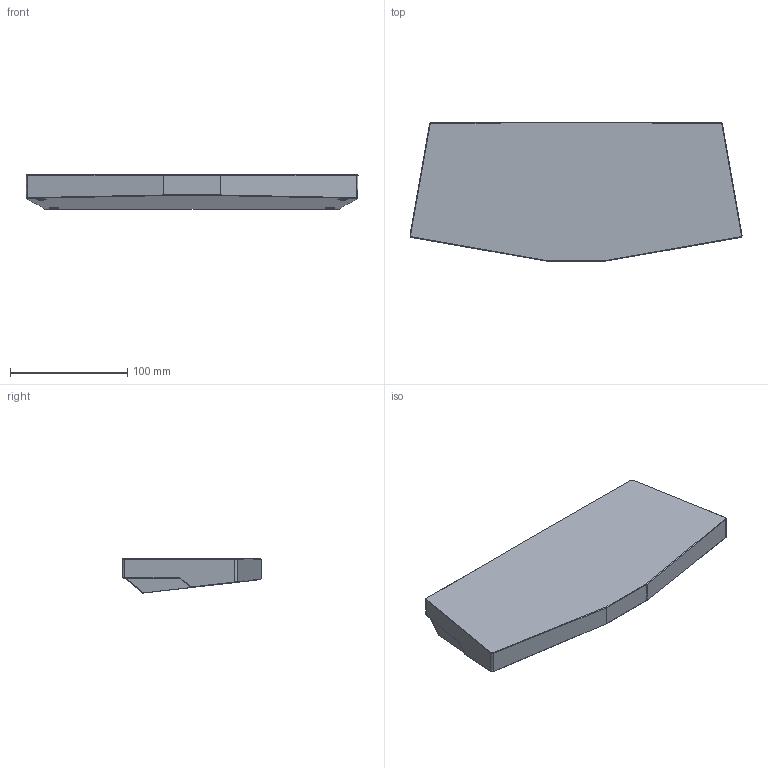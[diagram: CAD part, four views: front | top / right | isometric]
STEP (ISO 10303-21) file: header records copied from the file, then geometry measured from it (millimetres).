
FILE_DESCRIPTION(/* description */ (''),/* implementation_level */ '2;1');
FILE_NAME(/* time_stamp */ '2021-08-08T15:08:46+09:00',/* author */ (''),/* organization */ (''),/* preprocessor_version */ 'ST-DEVELOPER v18.1',/* originating_system */ 'Autodesk Translation Framework v10.9.0.1377',/* authorisation */ '');
FILE_SCHEMA (('AUTOMOTIVE_DESIGN { 1 0 10303 214 3 1 1 }'));
Length unit declared in the file: millimetre
Products named in the file (1): cornelius wrist rest
Bounding box: 283.54 x 118.46 x 29.2 mm (x, y, z)
Volume: 693311.7 mm3; surface area: 74289.4 mm2
Topology: 1 solids, 1 shells, 83 faces, 201 edges, 124 vertices
Faces by surface type: bspline 38, plane 33, cylinder 10, cone 2
Full cylindrical faces by diameter (mm): 8.4 x4
Entity records: 3848 total; most frequent: CARTESIAN_POINT 2127, ORIENTED_EDGE 402, DIRECTION 234, EDGE_CURVE 201, VERTEX_POINT 124, LINE 102, VECTOR 102, EDGE_LOOP 87
